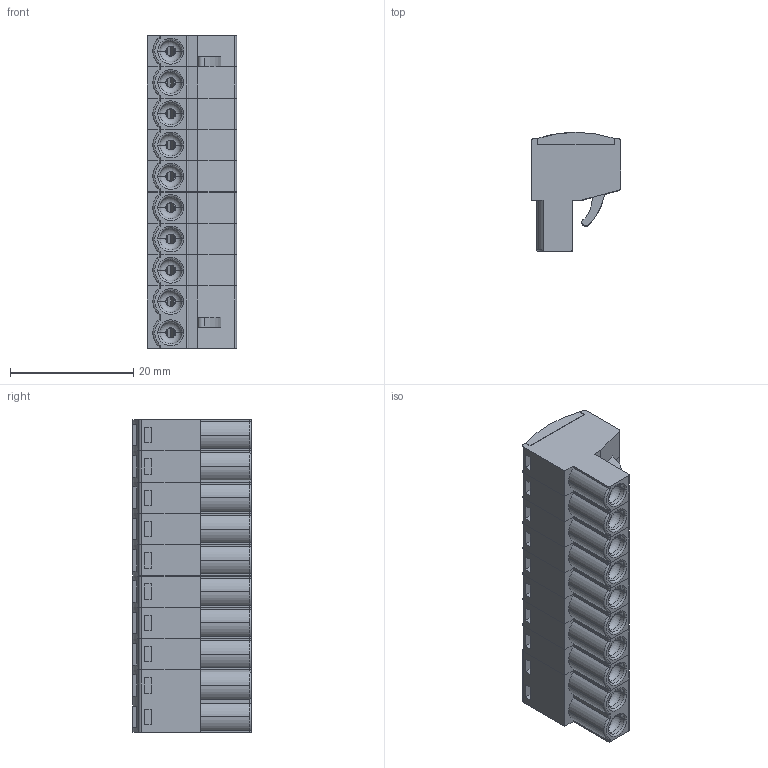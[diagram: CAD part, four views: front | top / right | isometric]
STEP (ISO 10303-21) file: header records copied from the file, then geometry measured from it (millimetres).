
FILE_DESCRIPTION (( 'STEP AP214' ), '1' );
FILE_NAME ('49010_S.step', '2014-05-29T14:36:53', ( '' ), ( '' ), 'SwSTEP 2.0', 'SolidWorks 2013', '' );
FILE_SCHEMA (( 'AUTOMOTIVE_DESIGN' ));
Length unit declared in the file: millimetre
Products named in the file (4): 49001_S; 49001_S_49002_SENZA DENTE; 49002_S; 49010_S
Assembly tree (9 placements, depth 2):
  49010_S
    49002_S
    49001_S_49002_SENZA DENTE  x7
    49001_S
Bounding box: 14.5 x 19.3 x 50.8 mm (x, y, z)
Volume: 8679.8 mm3; surface area: 9003.3 mm2
Topology: 9 solids, 9 shells, 914 faces, 2355 edges, 1490 vertices
Faces by surface type: plane 643, cylinder 221, torus 50
Entity records: 13669 total; most frequent: CARTESIAN_POINT 1997, DIRECTION 1865, ORIENTED_EDGE 1830, EDGE_CURVE 915, AXIS2_PLACEMENT_3D 622, LINE 621, VECTOR 621, VERTEX_POINT 578
